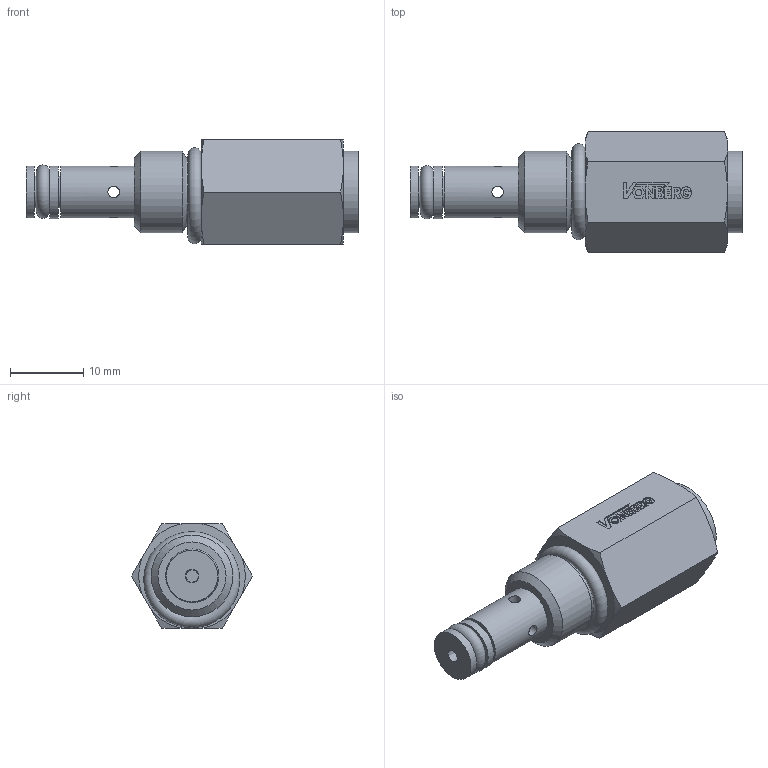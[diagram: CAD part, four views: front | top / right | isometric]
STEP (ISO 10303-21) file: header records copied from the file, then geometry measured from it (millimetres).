
FILE_DESCRIPTION((''),'2;1');
FILE_NAME('4404.stp','2015-01-19T11:26:57',('jml'),(''),'Autodesk Inventor 2010','Autodesk Inventor 2010','');
FILE_SCHEMA(('AUTOMOTIVE_DESIGN { 1 0 10303 214 1 1 1 1 }'));
Length unit declared in the file: inch
Products named in the file (6): 4404 (LevelofDetail1); 221632; 2SAE-SH; 007 BACKUP; 007 O-RING; 904 O-RING
Assembly tree (5 placements, depth 2):
  4404 (LevelofDetail1)
    221632
    2SAE-SH
    007 BACKUP
    007 O-RING
    904 O-RING
Bounding box: 45.2 x 16.48 x 14.27 mm (x, y, z)
Volume: 4829.7 mm3; surface area: 3438.9 mm2
Topology: 6 solids, 6 shells, 163 faces, 412 edges, 269 vertices
Faces by surface type: plane 106, cylinder 29, cone 18, bspline 6, torus 4
Full cylindrical faces by diameter (mm): 0.87 x1, 1.575 x4, 4.115 x1, 4.318 x1, 6.401 x1, 7.061 x2, 7.112 x1, 7.925 x1, 9.296 x1, 11.1 x1, 11.125 x1
Entity records: 5208 total; most frequent: CARTESIAN_POINT 1188, DIRECTION 761, ORIENTED_EDGE 742, EDGE_CURVE 371, AXIS2_PLACEMENT_3D 258, VERTEX_POINT 257, VECTOR 245, LINE 245
